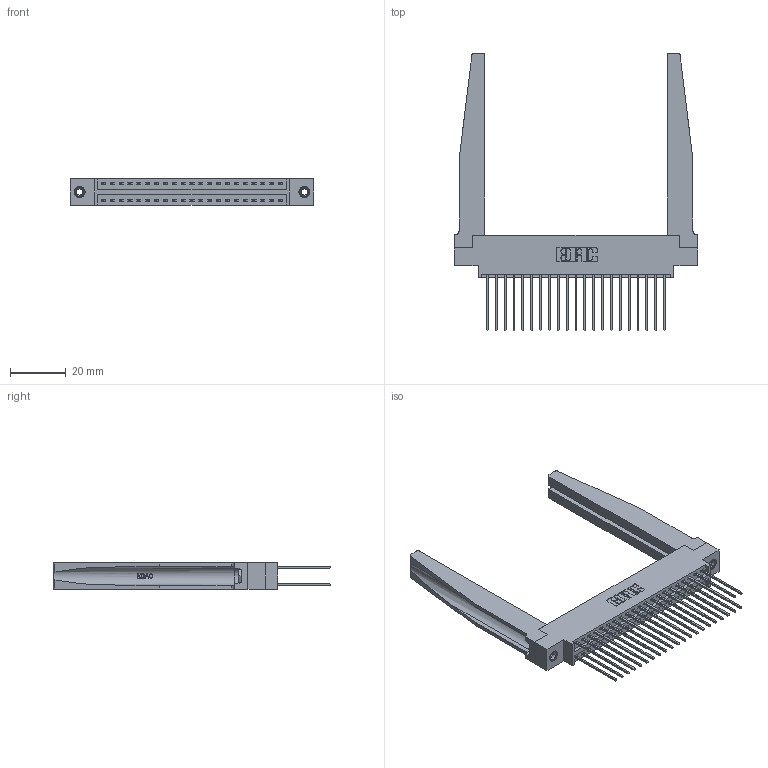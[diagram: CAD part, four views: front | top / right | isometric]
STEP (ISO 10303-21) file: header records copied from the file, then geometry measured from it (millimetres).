
FILE_DESCRIPTION (( 'STEP AP203' ), '1' );
FILE_NAME ('346-042-541-878.STEP', '2022-05-20T04:50:40', ( '' ), ( '' ), 'SwSTEP 2.0', 'SolidWorks 2020', '' );
FILE_SCHEMA (( 'CONFIG_CONTROL_DESIGN' ));
Length unit declared in the file: inch
Products named in the file (5): 346-042-541-878; 346 Part_0.170 Offset - 0.156 Dia-TH; 346-220-078_345-220-078; 345-250-001_345-250-001-102; 345-292-001_345-293-141
Assembly tree (47 placements, depth 2):
  346-042-541-878
    346 Part_0.170 Offset - 0.156 Dia-TH
    345-292-001_345-293-141  x42
    346-220-078_345-220-078  x2
    345-250-001_345-250-001-102  x2
Bounding box: 87.25 x 99.57 x 9.4 mm (x, y, z)
Volume: 15321.9 mm3; surface area: 19141.4 mm2
Topology: 47 solids, 47 shells, 2558 faces, 7495 edges, 4930 vertices
Faces by surface type: plane 1706, cylinder 800, bspline 36, cone 12, torus 4
Entity records: 21846 total; most frequent: CARTESIAN_POINT 4573, ORIENTED_EDGE 3394, DIRECTION 3067, EDGE_CURVE 1697, VECTOR 1387, LINE 1387, VERTEX_POINT 1124, AXIS2_PLACEMENT_3D 840
